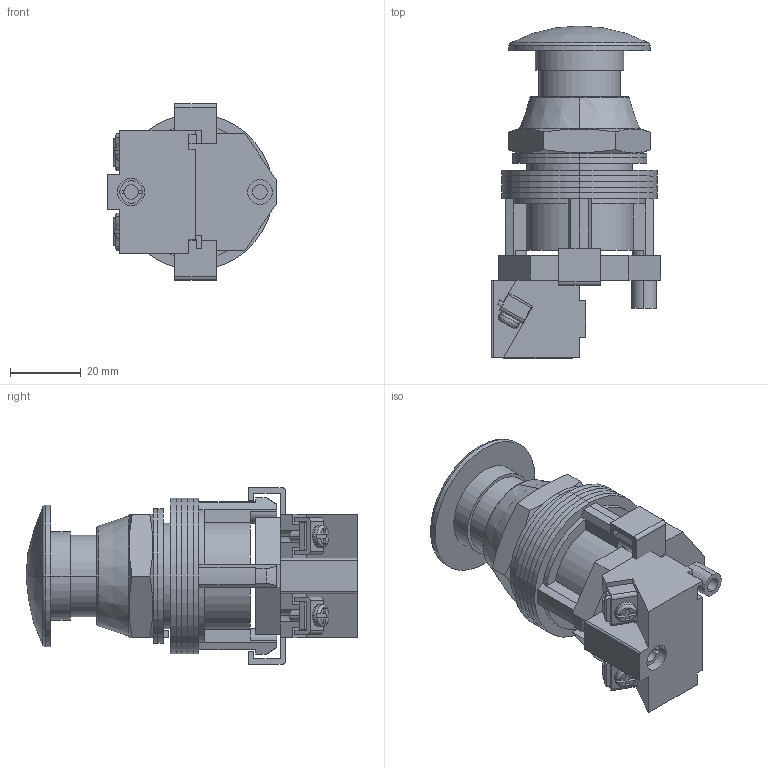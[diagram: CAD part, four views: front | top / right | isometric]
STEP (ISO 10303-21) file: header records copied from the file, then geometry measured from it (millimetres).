
FILE_DESCRIPTION (( 'STEP AP214' ), '1' );
FILE_NAME ('HT8AEHB.step', '2018-06-29T15:17:26', ( '' ), ( '' ), 'SwSTEP 2.0', 'SolidWorks 2017', '' );
FILE_SCHEMA (( 'AUTOMOTIVE_DESIGN' ));
Length unit declared in the file: millimetre
Products named in the file (1): HT8AEHB
Bounding box: 48 x 94 x 50 mm (x, y, z)
Volume: 63242.6 mm3; surface area: 42046.7 mm2
Topology: 19 solids, 19 shells, 398 faces, 985 edges, 645 vertices
Faces by surface type: plane 242, cylinder 127, cone 15, torus 12, sphere 2
Entity records: 12977 total; most frequent: CARTESIAN_POINT 2225, DIRECTION 2053, ORIENTED_EDGE 1970, EDGE_CURVE 985, AXIS2_PLACEMENT_3D 705, VERTEX_POINT 645, LINE 643, VECTOR 643
